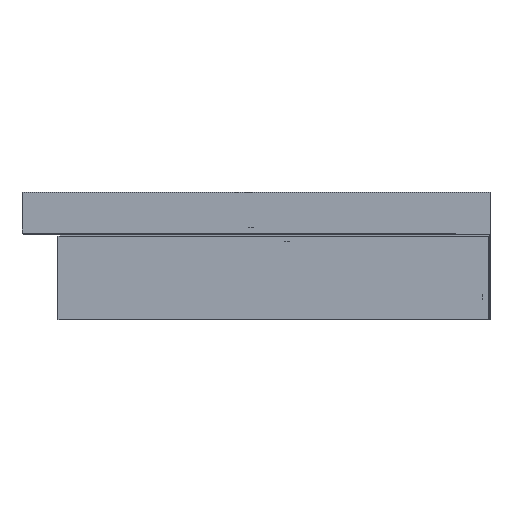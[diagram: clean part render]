
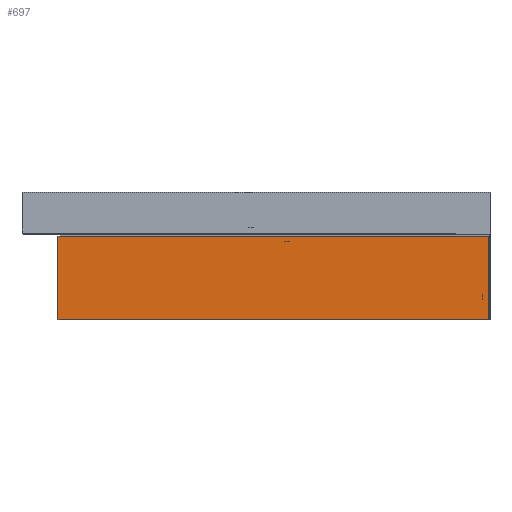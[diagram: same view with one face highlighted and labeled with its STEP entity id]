
A CAD part, left-side view. The second image highlights one B-rep face of the part: STEP entity #697.
In plain terms, the highlighted planar face has unit normal (-1, 0, 0).
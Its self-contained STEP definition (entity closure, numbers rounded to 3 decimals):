
#213=CARTESIAN_POINT('',(-125.,132.,0.));
#214=VERTEX_POINT('',#213);
#221=CARTESIAN_POINT('',(-125.,132.,25.5));
#222=VERTEX_POINT('',#221);
#223=CARTESIAN_POINT('',(-125.,132.,25.5));
#224=DIRECTION('',(0.,0.,-1.));
#225=VECTOR('',#224,25.5);
#226=LINE('',#223,#225);
#227=EDGE_CURVE('',#222,#214,#226,.T.);
#642=CARTESIAN_POINT('',(-125.,0.5,0.));
#643=VERTEX_POINT('',#642);
#650=CARTESIAN_POINT('',(-125.,0.5,0.));
#651=DIRECTION('',(0.,1.,0.));
#652=VECTOR('',#651,131.5);
#653=LINE('',#650,#652);
#654=EDGE_CURVE('',#643,#214,#653,.T.);
#674=CARTESIAN_POINT('',(-125.,66.,26.));
#675=DIRECTION('',(-1.,0.,0.));
#676=DIRECTION('',(0.,0.,1.));
#677=AXIS2_PLACEMENT_3D('',#674,#675,#676);
#678=PLANE('',#677);
#679=ORIENTED_EDGE('',*,*,#654,.F.);
#680=CARTESIAN_POINT('',(-125.,0.5,25.5));
#681=VERTEX_POINT('',#680);
#682=CARTESIAN_POINT('',(-125.,0.5,0.));
#683=DIRECTION('',(0.,-0.,1.));
#684=VECTOR('',#683,25.5);
#685=LINE('',#682,#684);
#686=EDGE_CURVE('',#643,#681,#685,.T.);
#687=ORIENTED_EDGE('',*,*,#686,.T.);
#688=CARTESIAN_POINT('',(-125.,0.5,25.5));
#689=DIRECTION('',(0.,1.,0.));
#690=VECTOR('',#689,131.5);
#691=LINE('',#688,#690);
#692=EDGE_CURVE('',#681,#222,#691,.T.);
#693=ORIENTED_EDGE('',*,*,#692,.T.);
#694=ORIENTED_EDGE('',*,*,#227,.T.);
#695=EDGE_LOOP('',(#679,#687,#693,#694));
#696=FACE_BOUND('',#695,.T.);
#697=ADVANCED_FACE('',(#696),#678,.T.);
